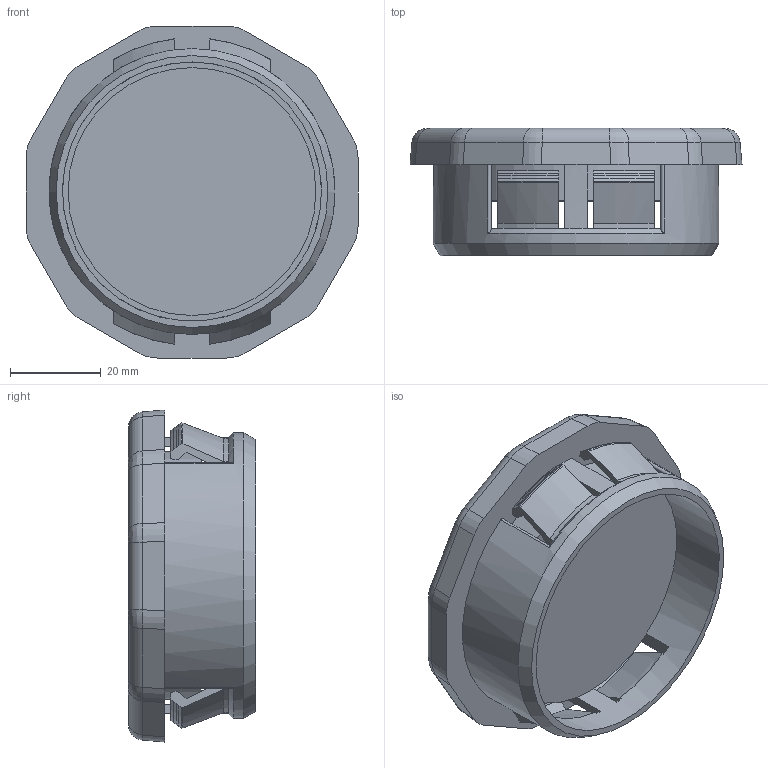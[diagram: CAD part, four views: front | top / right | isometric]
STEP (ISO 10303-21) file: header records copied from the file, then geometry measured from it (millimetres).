
FILE_DESCRIPTION(/* description */ (''),/* implementation_level */ '2;1');
FILE_NAME(/* name */ '28941_5_KES_R_FDA_M63_9.stp',/* time_stamp */ '2024-12-09T08:03:13+01:00',/* author */ (''),/* organization */ (''),/* preprocessor_version */ 'ST-DEVELOPER v19.4',/* originating_system */ 'SIEMENS PLM Software NX2212.9140',/* authorisation */ '');
FILE_SCHEMA (('AUTOMOTIVE_DESIGN { 1 0 10303 214 3 1 1 1 }'));
Length unit declared in the file: millimetre
Products named in the file (1): 28921_6_KES-RM63-9_stp
Bounding box: 73.15 x 28 x 73.15 mm (x, y, z)
Volume: 60577.2 mm3; surface area: 19155.2 mm2
Topology: 1 solids, 1 shells, 412 faces, 1121 edges, 738 vertices
Faces by surface type: plane 221, cylinder 98, cone 31, bspline 24, extrusion 20, sphere 18
Full cylindrical faces by diameter (mm): 54.63 x1, 57.103 x1, 63 x1
Entity records: 15869 total; most frequent: CARTESIAN_POINT 5900, ORIENTED_EDGE 2136, DIRECTION 1912, EDGE_CURVE 1068, VERTEX_POINT 709, AXIS2_PLACEMENT_3D 638, VECTOR 636, LINE 616
